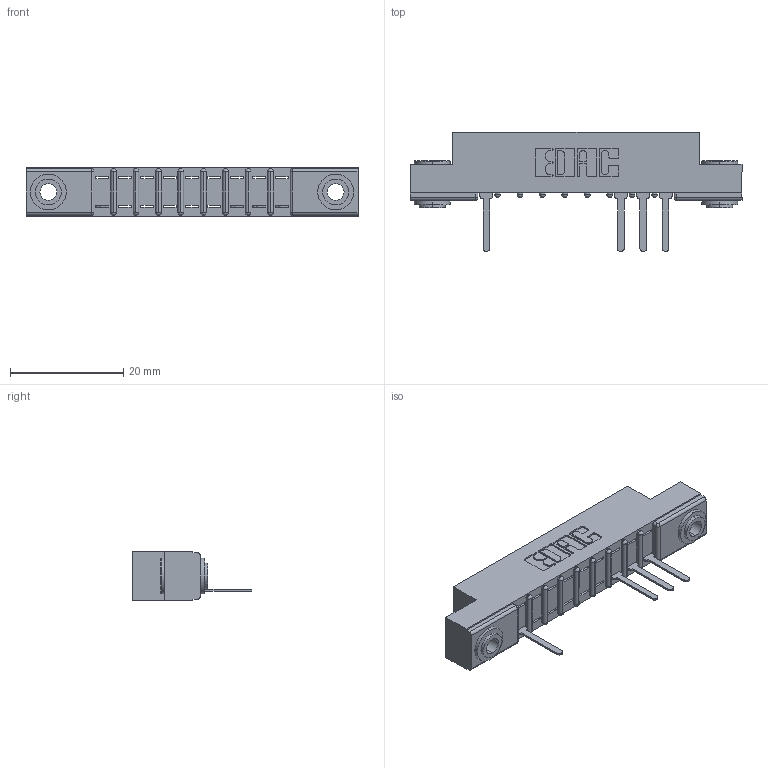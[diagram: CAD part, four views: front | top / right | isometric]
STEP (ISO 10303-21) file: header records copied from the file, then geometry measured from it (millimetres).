
FILE_DESCRIPTION (( 'STEP AP203' ), '1' );
FILE_NAME ('307-009-527-103.STEP', '2018-08-02T20:24:05', ( '' ), ( '' ), 'SwSTEP 2.0', 'SolidWorks 2016', '' );
FILE_SCHEMA (( 'CONFIG_CONTROL_DESIGN' ));
Length unit declared in the file: inch
Products named in the file (4): 307 Part_.156 Dia Mounting Holes; 307-290-001_527; 345-250-002_345-250-002-102; 307-009-527-103
Assembly tree (7 placements, depth 2):
  307-009-527-103
    307 Part_.156 Dia Mounting Holes
    307-290-001_527  x4
    345-250-002_345-250-002-102  x2
Bounding box: 58.67 x 21.11 x 8.71 mm (x, y, z)
Volume: 3668.2 mm3; surface area: 5024.1 mm2
Topology: 7 solids, 7 shells, 504 faces, 1403 edges, 898 vertices
Faces by surface type: plane 302, cylinder 174, sphere 20, cone 8
Entity records: 12657 total; most frequent: CARTESIAN_POINT 2120, ORIENTED_EDGE 2102, DIRECTION 2091, EDGE_CURVE 1051, LINE 785, VECTOR 785, VERTEX_POINT 682, AXIS2_PLACEMENT_3D 653
